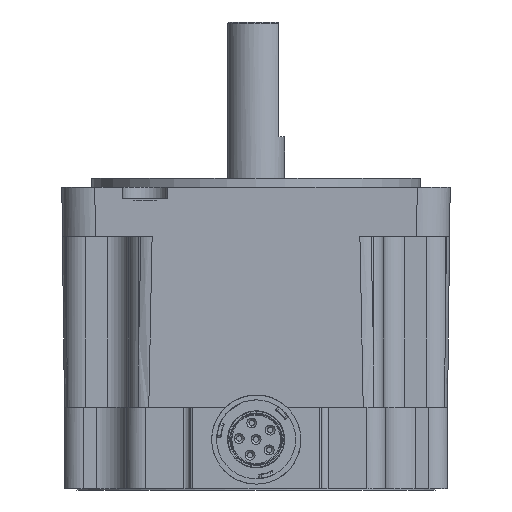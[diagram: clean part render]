
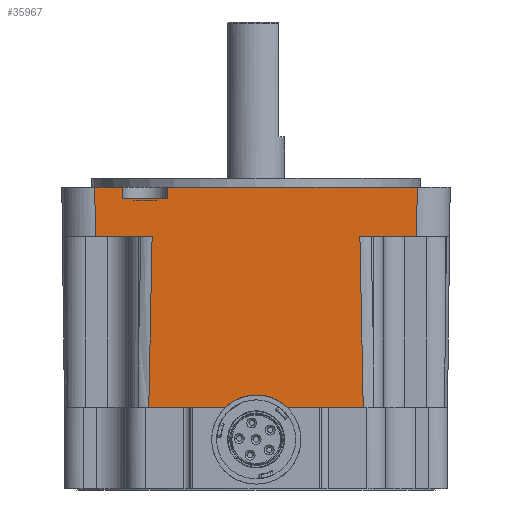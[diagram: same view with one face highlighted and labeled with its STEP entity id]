
A CAD part, front view. The second image highlights one B-rep face of the part: STEP entity #35967.
In plain terms, the highlighted planar face has unit normal (0, -1, -0.012).
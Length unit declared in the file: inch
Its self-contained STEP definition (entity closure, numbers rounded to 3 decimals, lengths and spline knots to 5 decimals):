
#37 = VERTEX_POINT ( 'NONE', #1066 ) ;
#489 = CARTESIAN_POINT ( 'NONE',  ( 0.18654, 0.27743, 4.71941 ) ) ;
#1066 = CARTESIAN_POINT ( 'NONE',  ( 0.81696, 0.27227, 5.14941 ) ) ;
#1113 = CARTESIAN_POINT ( 'NONE',  ( 0.81696, 0.27347, 5.04941 ) ) ;
#2586 = VECTOR ( 'NONE', #14708, 39.37008 ) ;
#2672 = CARTESIAN_POINT ( 'NONE',  ( 2.51197, 0.28925, 3.73432 ) ) ;
#2936 = DIRECTION ( 'NONE',  ( -1., 0., 0. ) ) ;
#3333 = CARTESIAN_POINT ( 'NONE',  ( 0.66165, 0.28925, 3.73432 ) ) ;
#3579 = DIRECTION ( 'NONE',  ( 0., -0.012, 1. ) ) ;
#4193 = CARTESIAN_POINT ( 'NONE',  ( 0.18138, 0.27227, 5.14941 ) ) ;
#4392 = ORIENTED_EDGE ( 'NONE', *, *, #22771, .T. ) ;
#4842 = EDGE_CURVE ( 'NONE', #30729, #54739, #30113, .T. ) ;
#4892 = VERTEX_POINT ( 'NONE', #489 ) ;
#5246 = LINE ( 'NONE', #10310, #2586 ) ;
#6820 = EDGE_CURVE ( 'NONE', #30729, #39233, #31249, .T. ) ;
#7353 = CARTESIAN_POINT ( 'NONE',  ( 2.49261, 0.27743, 4.71941 ) ) ;
#7782 = VECTOR ( 'NONE', #51262, 39.37008 ) ;
#7811 = CARTESIAN_POINT ( 'NONE',  ( 0.68102, 0.27743, 4.71941 ) ) ;
#8099 = CARTESIAN_POINT ( 'NONE',  ( 2.9918, 0.27272, 5.11224 ) ) ;
#8274 = VECTOR ( 'NONE', #36796, 39.37008 ) ;
#8494 = VERTEX_POINT ( 'NONE', #40201 ) ;
#8683 = VECTOR ( 'NONE', #2936, 39.37008 ) ;
#8803 =( BOUNDED_CURVE ( )  B_SPLINE_CURVE ( 3, ( #40481, #2672, #49261, #45176 ),
 .UNSPECIFIED., .F., .T. ) 
 B_SPLINE_CURVE_WITH_KNOTS ( ( 4, 4 ),
 ( 2.579, 2.59841 ),
 .UNSPECIFIED. ) 
 CURVE ( )  GEOMETRIC_REPRESENTATION_ITEM ( )  RATIONAL_B_SPLINE_CURVE ( ( 1., 1., 1., 1. ) ) 
 REPRESENTATION_ITEM ( '' )  );
#10310 = CARTESIAN_POINT ( 'NONE',  ( 1.58681, 0.27347, 5.04941 ) ) ;
#10927 = LINE ( 'NONE', #33047, #8274 ) ;
#11343 = DIRECTION ( 'NONE',  ( -1., 0., 0. ) ) ;
#11893 = CARTESIAN_POINT ( 'NONE',  ( 0.65206, 0.2953, 3.23006 ) ) ;
#12141 = EDGE_CURVE ( 'NONE', #8494, #4892, #43896, .T. ) ;
#12307 = CARTESIAN_POINT ( 'NONE',  ( -0.1061, 0.27227, 5.14941 ) ) ;
#14708 = DIRECTION ( 'NONE',  ( 1., 0., 0. ) ) ;
#15681 = VECTOR ( 'NONE', #30681, 39.37008 ) ;
#15766 = CARTESIAN_POINT ( 'NONE',  ( -0.1061, 0.27227, 5.14941 ) ) ;
#17006 = ORIENTED_EDGE ( 'NONE', *, *, #35235, .F. ) ;
#17031 = EDGE_CURVE ( 'NONE', #8494, #25097, #36739, .T. ) ;
#17562 = VERTEX_POINT ( 'NONE', #26365 ) ;
#18001 = EDGE_CURVE ( 'NONE', #28194, #37, #45288, .T. ) ;
#18510 = VERTEX_POINT ( 'NONE', #25271 ) ;
#18553 = VERTEX_POINT ( 'NONE', #50904 ) ;
#19111 = LINE ( 'NONE', #12307, #23093 ) ;
#20445 = CARTESIAN_POINT ( 'NONE',  ( 0.67131, 0.28329, 4.23078 ) ) ;
#20461 = DIRECTION ( 'NONE',  ( 0., -1., -0.012 ) ) ;
#20761 = ORIENTED_EDGE ( 'NONE', *, *, #29958, .F. ) ;
#21631 = CARTESIAN_POINT ( 'NONE',  ( -0.1061, 0.2953, 3.23006 ) ) ;
#21915 = ORIENTED_EDGE ( 'NONE', *, *, #12141, .F. ) ;
#22771 = EDGE_CURVE ( 'NONE', #18510, #39233, #8803, .T. ) ;
#23093 = VECTOR ( 'NONE', #26140, 39.37008 ) ;
#23372 = ORIENTED_EDGE ( 'NONE', *, *, #4842, .T. ) ;
#23771 = EDGE_CURVE ( 'NONE', #17562, #28194, #5246, .T. ) ;
#23779 = CARTESIAN_POINT ( 'NONE',  ( -0.1061, 0.27743, 4.71941 ) ) ;
#25097 = VERTEX_POINT ( 'NONE', #48526 ) ;
#25271 = CARTESIAN_POINT ( 'NONE',  ( 2.52157, 0.2953, 3.23006 ) ) ;
#26140 = DIRECTION ( 'NONE',  ( 1., 0., 0. ) ) ;
#26365 = CARTESIAN_POINT ( 'NONE',  ( 0.42326, 0.27347, 5.04941 ) ) ;
#27951 = CARTESIAN_POINT ( 'NONE',  ( 0.18134, 0.27223, 5.15286 ) ) ;
#28142 = ORIENTED_EDGE ( 'NONE', *, *, #17031, .T. ) ;
#28194 = VERTEX_POINT ( 'NONE', #1113 ) ;
#28313 = LINE ( 'NONE', #21631, #7782 ) ;
#28579 = DIRECTION ( 'NONE',  ( 0., 0.012, -1. ) ) ;
#28764 = ORIENTED_EDGE ( 'NONE', *, *, #18001, .F. ) ;
#28783 = VECTOR ( 'NONE', #41461, 39.37008 ) ;
#29301 = PLANE ( 'NONE',  #35019 ) ;
#29958 = EDGE_CURVE ( 'NONE', #37, #54739, #10927, .T. ) ;
#30074 = VECTOR ( 'NONE', #45962, 39.37008 ) ;
#30113 = LINE ( 'NONE', #8099, #28783 ) ;
#30152 = CARTESIAN_POINT ( 'NONE',  ( 0.42326, 0.27371, 5.02911 ) ) ;
#30660 = VECTOR ( 'NONE', #3579, 39.37008 ) ;
#30681 = DIRECTION ( 'NONE',  ( 0., -0.012, 1. ) ) ;
#30729 = VERTEX_POINT ( 'NONE', #41679 ) ;
#31249 = LINE ( 'NONE', #54337, #8683 ) ;
#32095 = ORIENTED_EDGE ( 'NONE', *, *, #35633, .F. ) ;
#33047 = CARTESIAN_POINT ( 'NONE',  ( 3.27972, 0.27227, 5.14941 ) ) ;
#35019 = AXIS2_PLACEMENT_3D ( 'NONE', #15766, #20461, #28579 ) ;
#35235 = EDGE_CURVE ( 'NONE', #44558, #18553, #19111, .T. ) ;
#35633 = EDGE_CURVE ( 'NONE', #18510, #25097, #28313, .T. ) ;
#35967 = ADVANCED_FACE ( 'NONE', ( #50889 ), #29301, .T. ) ;
#36739 =( BOUNDED_CURVE ( )  B_SPLINE_CURVE ( 3, ( #7811, #20445, #3333, #11893 ),
 .UNSPECIFIED., .F., .F. ) 
 B_SPLINE_CURVE_WITH_KNOTS ( ( 4, 4 ),
 ( 3.68477, 3.70419 ),
 .UNSPECIFIED. ) 
 CURVE ( )  GEOMETRIC_REPRESENTATION_ITEM ( )  RATIONAL_B_SPLINE_CURVE ( ( 1., 1., 1., 1. ) ) 
 REPRESENTATION_ITEM ( '' )  );
#36796 = DIRECTION ( 'NONE',  ( 1., 0., 0. ) ) ;
#39220 = VECTOR ( 'NONE', #11343, 39.37008 ) ;
#39233 = VERTEX_POINT ( 'NONE', #7353 ) ;
#39328 = ORIENTED_EDGE ( 'NONE', *, *, #39414, .T. ) ;
#39414 = EDGE_CURVE ( 'NONE', #17562, #18553, #46944, .T. ) ;
#40201 = CARTESIAN_POINT ( 'NONE',  ( 0.68102, 0.27743, 4.71941 ) ) ;
#40481 = CARTESIAN_POINT ( 'NONE',  ( 2.52157, 0.2953, 3.23006 ) ) ;
#41323 = LINE ( 'NONE', #27951, #30074 ) ;
#41461 = DIRECTION ( 'NONE',  ( 0.012, -0.012, 1. ) ) ;
#41679 = CARTESIAN_POINT ( 'NONE',  ( 2.98708, 0.27743, 4.71941 ) ) ;
#43896 = LINE ( 'NONE', #23779, #39220 ) ;
#44558 = VERTEX_POINT ( 'NONE', #4193 ) ;
#44875 = ORIENTED_EDGE ( 'NONE', *, *, #6820, .F. ) ;
#45176 = CARTESIAN_POINT ( 'NONE',  ( 2.49261, 0.27743, 4.71941 ) ) ;
#45288 = LINE ( 'NONE', #46094, #30660 ) ;
#45962 = DIRECTION ( 'NONE',  ( 0.012, 0.012, -1. ) ) ;
#46094 = CARTESIAN_POINT ( 'NONE',  ( 0.81696, 0.27227, 5.14941 ) ) ;
#46944 = LINE ( 'NONE', #30152, #15681 ) ;
#48013 = ORIENTED_EDGE ( 'NONE', *, *, #23771, .F. ) ;
#48526 = CARTESIAN_POINT ( 'NONE',  ( 0.65206, 0.2953, 3.23006 ) ) ;
#48906 = CARTESIAN_POINT ( 'NONE',  ( 2.99224, 0.27227, 5.14941 ) ) ;
#49047 = ORIENTED_EDGE ( 'NONE', *, *, #49218, .T. ) ;
#49218 = EDGE_CURVE ( 'NONE', #44558, #4892, #41323, .T. ) ;
#49261 = CARTESIAN_POINT ( 'NONE',  ( 2.50232, 0.28329, 4.23078 ) ) ;
#50123 = EDGE_LOOP ( 'NONE', ( #44875, #23372, #20761, #28764, #48013, #39328, #17006, #49047, #21915, #28142, #32095, #4392 ) ) ;
#50889 = FACE_OUTER_BOUND ( 'NONE', #50123, .T. ) ;
#50904 = CARTESIAN_POINT ( 'NONE',  ( 0.42326, 0.27227, 5.14941 ) ) ;
#51262 = DIRECTION ( 'NONE',  ( -1., 0., 0. ) ) ;
#54337 = CARTESIAN_POINT ( 'NONE',  ( -0.1061, 0.27743, 4.71941 ) ) ;
#54739 = VERTEX_POINT ( 'NONE', #48906 ) ;
